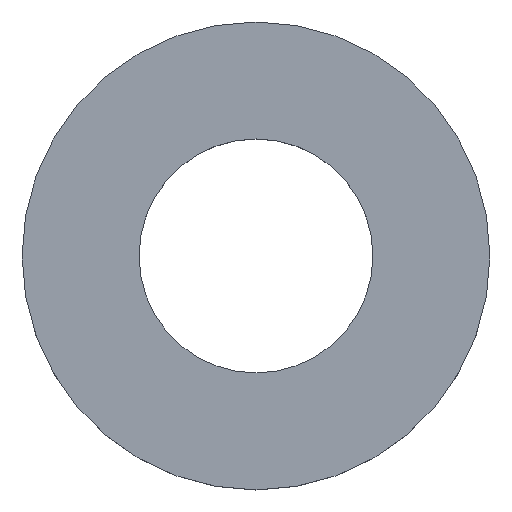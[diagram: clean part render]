
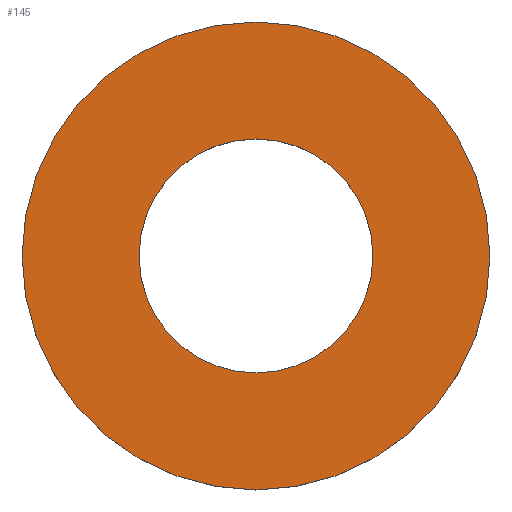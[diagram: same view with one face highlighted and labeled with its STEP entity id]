
A CAD part, top view. The second image highlights one B-rep face of the part: STEP entity #145.
In plain terms, the highlighted planar face has unit normal (0, 0, 1).
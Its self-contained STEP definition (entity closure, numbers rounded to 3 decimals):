
#7 = VERTEX_POINT ( 'NONE', #44 ) ;
#19 = CARTESIAN_POINT ( 'NONE',  ( 0., 0., 1. ) ) ;
#23 = FACE_OUTER_BOUND ( 'NONE', #31, .T. ) ;
#31 = EDGE_LOOP ( 'NONE', ( #218, #245 ) ) ;
#33 = VERTEX_POINT ( 'NONE', #241 ) ;
#44 = CARTESIAN_POINT ( 'NONE',  ( -2., 0., 1. ) ) ;
#50 = DIRECTION ( 'NONE',  ( 0., 0., 1. ) ) ;
#51 = PLANE ( 'NONE',  #105 ) ;
#54 = EDGE_LOOP ( 'NONE', ( #62, #204 ) ) ;
#62 = ORIENTED_EDGE ( 'NONE', *, *, #124, .F. ) ;
#72 = DIRECTION ( 'NONE',  ( 0., 0., 1. ) ) ;
#76 = DIRECTION ( 'NONE',  ( 1., 0., 0. ) ) ;
#77 = CARTESIAN_POINT ( 'NONE',  ( 0., 0., 1. ) ) ;
#97 = CARTESIAN_POINT ( 'NONE',  ( 4., 0., 1. ) ) ;
#99 = DIRECTION ( 'NONE',  ( 0., 0., 1. ) ) ;
#105 = AXIS2_PLACEMENT_3D ( 'NONE', #19, #179, #244 ) ;
#110 = DIRECTION ( 'NONE',  ( 0., 0., 1. ) ) ;
#112 = AXIS2_PLACEMENT_3D ( 'NONE', #128, #72, #76 ) ;
#124 = EDGE_CURVE ( 'NONE', #7, #33, #135, .T. ) ;
#127 = VERTEX_POINT ( 'NONE', #150 ) ;
#128 = CARTESIAN_POINT ( 'NONE',  ( 0., 0., 1. ) ) ;
#135 = CIRCLE ( 'NONE', #248, 2. ) ;
#140 = EDGE_CURVE ( 'NONE', #127, #247, #187, .T. ) ;
#145 = ADVANCED_FACE ( 'NONE', ( #23, #163 ), #51, .T. ) ;
#150 = CARTESIAN_POINT ( 'NONE',  ( -4., 0., 1. ) ) ;
#153 = EDGE_CURVE ( 'NONE', #247, #127, #208, .T. ) ;
#154 = DIRECTION ( 'NONE',  ( 1., 0., 0. ) ) ;
#155 = CARTESIAN_POINT ( 'NONE',  ( 0., 0., 1. ) ) ;
#163 = FACE_BOUND ( 'NONE', #54, .T. ) ;
#176 = CARTESIAN_POINT ( 'NONE',  ( 0., 0., 1. ) ) ;
#178 = DIRECTION ( 'NONE',  ( 1., 0., 0. ) ) ;
#179 = DIRECTION ( 'NONE',  ( 0., 0., 1. ) ) ;
#185 = AXIS2_PLACEMENT_3D ( 'NONE', #77, #50, #154 ) ;
#187 = CIRCLE ( 'NONE', #185, 4. ) ;
#198 = EDGE_CURVE ( 'NONE', #33, #7, #225, .T. ) ;
#203 = AXIS2_PLACEMENT_3D ( 'NONE', #176, #99, #217 ) ;
#204 = ORIENTED_EDGE ( 'NONE', *, *, #198, .F. ) ;
#208 = CIRCLE ( 'NONE', #112, 4. ) ;
#217 = DIRECTION ( 'NONE',  ( 1., 0., 0. ) ) ;
#218 = ORIENTED_EDGE ( 'NONE', *, *, #140, .T. ) ;
#225 = CIRCLE ( 'NONE', #203, 2. ) ;
#241 = CARTESIAN_POINT ( 'NONE',  ( 2., 0., 1. ) ) ;
#244 = DIRECTION ( 'NONE',  ( 1., 0., 0. ) ) ;
#245 = ORIENTED_EDGE ( 'NONE', *, *, #153, .T. ) ;
#247 = VERTEX_POINT ( 'NONE', #97 ) ;
#248 = AXIS2_PLACEMENT_3D ( 'NONE', #155, #110, #178 ) ;
